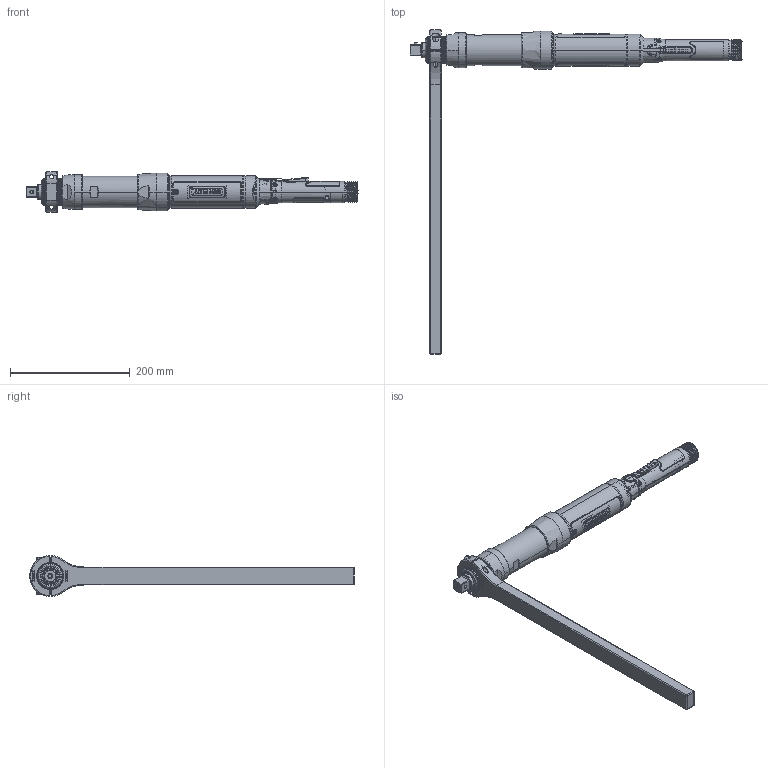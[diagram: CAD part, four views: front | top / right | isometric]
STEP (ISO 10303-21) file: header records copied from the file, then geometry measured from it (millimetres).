
FILE_DESCRIPTION((''),'2;1');
FILE_NAME('EB45LB2-140','2012-02-03T',('MAM0508'),(''),'PRO/ENGINEER BY PARAMETRIC TECHNOLOGY CORPORATION, 2010430','PRO/ENGINEER BY PARAMETRIC TECHNOLOGY CORPORATION, 2010430','');
FILE_SCHEMA(('CONFIG_CONTROL_DESIGN'));
Products named in the file (1): EB45LB2-140
Bounding box: 554.64 x 542.12 x 68.18 mm (x, y, z)
Surface area: 200991.6 mm2 (no closed solid volume)
Topology: 0 solids, 316 shells, 915 faces, 5163 edges, 4504 vertices
Faces by surface type: cylinder 370, plane 274, bspline 132, cone 64, torus 56, extrusion 17, sphere 2
Entity records: 69071 total; most frequent: CARTESIAN_POINT 33822, DIRECTION 6203, ORIENTED_EDGE 6142, EDGE_CURVE 5161, VERTEX_POINT 4504, VECTOR 2097, LINE 2080, AXIS2_PLACEMENT_3D 2053
